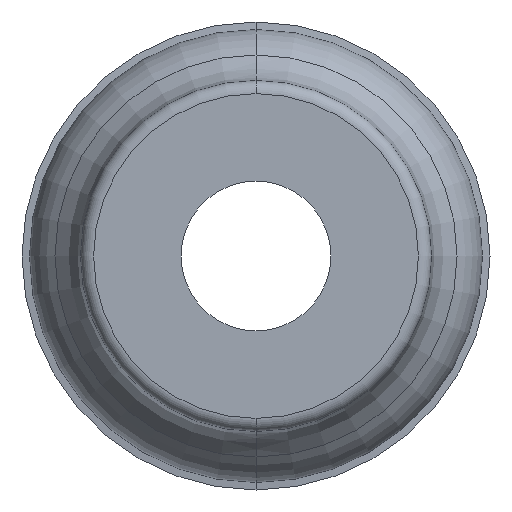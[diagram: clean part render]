
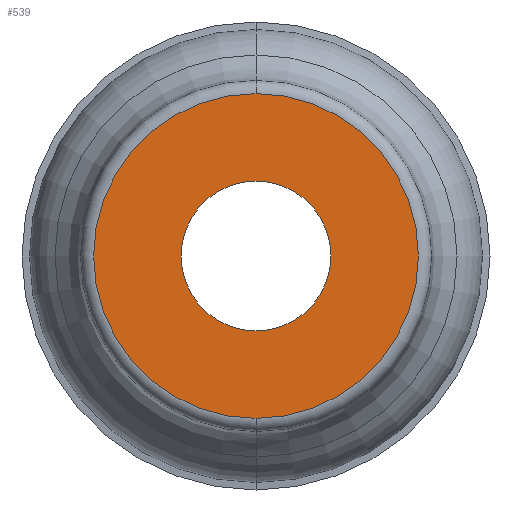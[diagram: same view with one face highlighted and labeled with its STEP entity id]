
A CAD part, front view. The second image highlights one B-rep face of the part: STEP entity #539.
In plain terms, the highlighted planar face has unit normal (0, -1, 0).
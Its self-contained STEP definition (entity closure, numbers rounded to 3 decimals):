
#1 = ORIENTED_EDGE ( 'NONE', *, *, #500, .F. ) ;
#2 = DIRECTION ( 'NONE',  ( 0., 0., -1. ) ) ;
#8 = DIRECTION ( 'NONE',  ( 0., 1., 0. ) ) ;
#10 = FACE_OUTER_BOUND ( 'NONE', #23, .T. ) ;
#23 = EDGE_LOOP ( 'NONE', ( #538, #207 ) ) ;
#25 = EDGE_CURVE ( 'NONE', #212, #641, #513, .T. ) ;
#44 = AXIS2_PLACEMENT_3D ( 'NONE', #47, #592, #288 ) ;
#47 = CARTESIAN_POINT ( 'NONE',  ( 0., 0., 0. ) ) ;
#189 = CIRCLE ( 'NONE', #44, 16. ) ;
#204 = CARTESIAN_POINT ( 'NONE',  ( 0., 0., 0. ) ) ;
#207 = ORIENTED_EDGE ( 'NONE', *, *, #320, .T. ) ;
#212 = VERTEX_POINT ( 'NONE', #571 ) ;
#249 = DIRECTION ( 'NONE',  ( 0., 0., 1. ) ) ;
#275 = CARTESIAN_POINT ( 'NONE',  ( 0., 0., 0. ) ) ;
#288 = DIRECTION ( 'NONE',  ( 0., 0., -1. ) ) ;
#320 = EDGE_CURVE ( 'NONE', #699, #636, #587, .T. ) ;
#324 = ORIENTED_EDGE ( 'NONE', *, *, #25, .F. ) ;
#337 = AXIS2_PLACEMENT_3D ( 'NONE', #204, #567, #387 ) ;
#381 = AXIS2_PLACEMENT_3D ( 'NONE', #275, #467, #589 ) ;
#384 = FACE_BOUND ( 'NONE', #439, .T. ) ;
#387 = DIRECTION ( 'NONE',  ( 0., 0., -1. ) ) ;
#439 = EDGE_LOOP ( 'NONE', ( #324, #1 ) ) ;
#467 = DIRECTION ( 'NONE',  ( 0., -1., 0. ) ) ;
#468 = CARTESIAN_POINT ( 'NONE',  ( 0., 0., -34.7 ) ) ;
#485 = EDGE_CURVE ( 'NONE', #636, #699, #650, .T. ) ;
#500 = EDGE_CURVE ( 'NONE', #641, #212, #189, .T. ) ;
#513 = CIRCLE ( 'NONE', #337, 16. ) ;
#538 = ORIENTED_EDGE ( 'NONE', *, *, #485, .T. ) ;
#539 = ADVANCED_FACE ( 'NONE', ( #384, #10 ), #613, .F. ) ;
#541 = CARTESIAN_POINT ( 'NONE',  ( 0., 0., 34.7 ) ) ;
#567 = DIRECTION ( 'NONE',  ( 0., -1., 0. ) ) ;
#571 = CARTESIAN_POINT ( 'NONE',  ( 0., 0., -16. ) ) ;
#580 = AXIS2_PLACEMENT_3D ( 'NONE', #608, #8, #249 ) ;
#587 = CIRCLE ( 'NONE', #381, 34.7 ) ;
#589 = DIRECTION ( 'NONE',  ( 0., 0., -1. ) ) ;
#592 = DIRECTION ( 'NONE',  ( 0., -1., 0. ) ) ;
#608 = CARTESIAN_POINT ( 'NONE',  ( 0., 0., 0. ) ) ;
#613 = PLANE ( 'NONE',  #580 ) ;
#636 = VERTEX_POINT ( 'NONE', #468 ) ;
#641 = VERTEX_POINT ( 'NONE', #757 ) ;
#650 = CIRCLE ( 'NONE', #672, 34.7 ) ;
#672 = AXIS2_PLACEMENT_3D ( 'NONE', #704, #763, #2 ) ;
#699 = VERTEX_POINT ( 'NONE', #541 ) ;
#704 = CARTESIAN_POINT ( 'NONE',  ( 0., 0., 0. ) ) ;
#757 = CARTESIAN_POINT ( 'NONE',  ( 0., 0., 16. ) ) ;
#763 = DIRECTION ( 'NONE',  ( 0., -1., 0. ) ) ;
